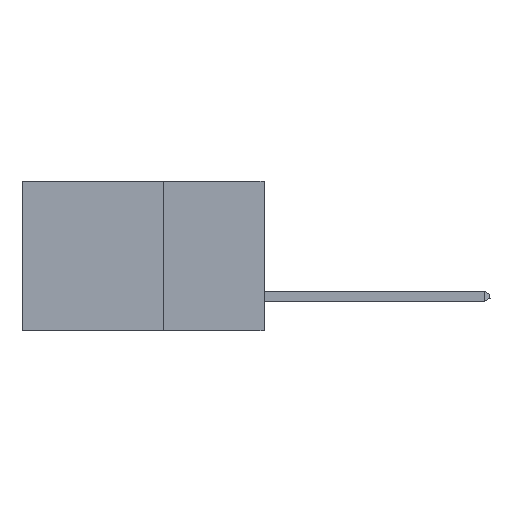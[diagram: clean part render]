
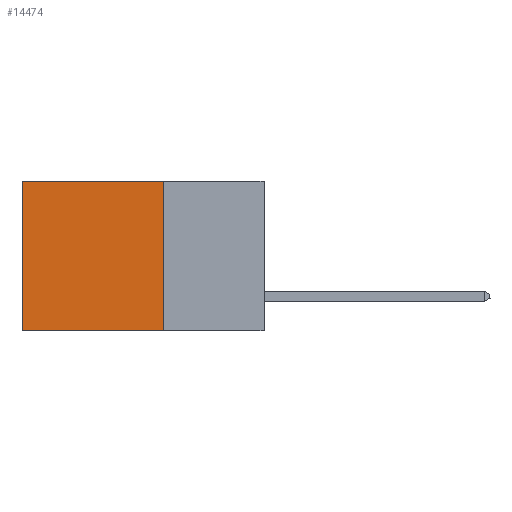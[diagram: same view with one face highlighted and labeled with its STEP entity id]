
A CAD part, left-side view. The second image highlights one B-rep face of the part: STEP entity #14474.
In plain terms, the highlighted planar face has unit normal (-1, 0, 0).
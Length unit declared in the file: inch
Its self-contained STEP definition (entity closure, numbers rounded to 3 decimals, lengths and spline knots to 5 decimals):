
#245 = EDGE_CURVE ( 'NONE', #1924, #738, #10651, .T. ) ;
#443 = EDGE_CURVE ( 'NONE', #8463, #1924, #4932, .T. ) ;
#465 = LINE ( 'NONE', #1725, #3837 ) ;
#738 = VERTEX_POINT ( 'NONE', #9579 ) ;
#1725 = CARTESIAN_POINT ( 'NONE',  ( 0.298, 0.25, -0.37 ) ) ;
#1924 = VERTEX_POINT ( 'NONE', #9323 ) ;
#2614 = EDGE_CURVE ( 'NONE', #5580, #738, #465, .T. ) ;
#2766 = PLANE ( 'NONE',  #4357 ) ;
#3321 = FACE_OUTER_BOUND ( 'NONE', #7080, .T. ) ;
#3701 = DIRECTION ( 'NONE',  ( 0., 0., -1. ) ) ;
#3837 = VECTOR ( 'NONE', #8542, 39.37008 ) ;
#3908 = CARTESIAN_POINT ( 'NONE',  ( 0.298, 0.25, 0. ) ) ;
#4110 = ORIENTED_EDGE ( 'NONE', *, *, #443, .T. ) ;
#4357 = AXIS2_PLACEMENT_3D ( 'NONE', #3908, #12792, #11830 ) ;
#4932 = LINE ( 'NONE', #5995, #10466 ) ;
#5580 = VERTEX_POINT ( 'NONE', #11027 ) ;
#5995 = CARTESIAN_POINT ( 'NONE',  ( 0.298, 0.25, 0. ) ) ;
#7080 = EDGE_LOOP ( 'NONE', ( #13793, #12122, #14381, #4110 ) ) ;
#7821 = DIRECTION ( 'NONE',  ( 0., 0., -1. ) ) ;
#8463 = VERTEX_POINT ( 'NONE', #11594 ) ;
#8542 = DIRECTION ( 'NONE',  ( 0., 1., 0. ) ) ;
#9323 = CARTESIAN_POINT ( 'NONE',  ( 0.298, 0.6, 0. ) ) ;
#9422 = VECTOR ( 'NONE', #7821, 39.37008 ) ;
#9579 = CARTESIAN_POINT ( 'NONE',  ( 0.298, 0.6, -0.37 ) ) ;
#10140 = LINE ( 'NONE', #11367, #9422 ) ;
#10466 = VECTOR ( 'NONE', #11709, 39.37008 ) ;
#10651 = LINE ( 'NONE', #14017, #12613 ) ;
#11027 = CARTESIAN_POINT ( 'NONE',  ( 0.298, 0.25, -0.37 ) ) ;
#11367 = CARTESIAN_POINT ( 'NONE',  ( 0.298, 0.25, 0. ) ) ;
#11594 = CARTESIAN_POINT ( 'NONE',  ( 0.298, 0.25, 0. ) ) ;
#11709 = DIRECTION ( 'NONE',  ( 0., 1., 0. ) ) ;
#11830 = DIRECTION ( 'NONE',  ( 0., 0., -1. ) ) ;
#12054 = EDGE_CURVE ( 'NONE', #8463, #5580, #10140, .T. ) ;
#12122 = ORIENTED_EDGE ( 'NONE', *, *, #2614, .F. ) ;
#12613 = VECTOR ( 'NONE', #3701, 39.37008 ) ;
#12792 = DIRECTION ( 'NONE',  ( 1., 0., 0. ) ) ;
#13793 = ORIENTED_EDGE ( 'NONE', *, *, #245, .T. ) ;
#14017 = CARTESIAN_POINT ( 'NONE',  ( 0.298, 0.6, 0. ) ) ;
#14381 = ORIENTED_EDGE ( 'NONE', *, *, #12054, .F. ) ;
#14474 = ADVANCED_FACE ( 'NONE', ( #3321 ), #2766, .F. ) ;
